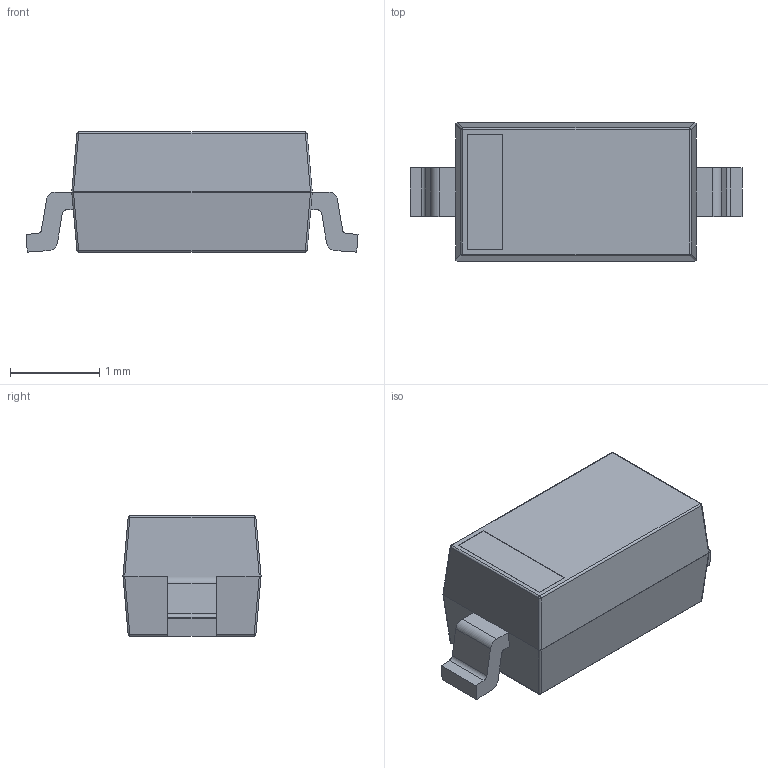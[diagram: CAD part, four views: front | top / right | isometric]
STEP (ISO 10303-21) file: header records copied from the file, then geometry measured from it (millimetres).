
FILE_DESCRIPTION(('FreeCAD Model'),'2;1');
FILE_NAME('parts/3DModels/SOD-123_OEM/SOD-123.step','2017-11-29T12:57:42',('kicad StepUp'),('ksu MCAD'), 'Open CASCADE STEP processor 6.8','FreeCAD','Unknown');
FILE_SCHEMA(('AUTOMOTIVE_DESIGN_CC2 { 1 2 10303 214 -1 1 5 4 }'));
Length unit declared in the file: millimetre
Products named in the file (1): SOD-123
Bounding box: 3.73 x 1.55 x 1.35 mm (x, y, z)
Volume: 5.5 mm3; surface area: 21.1 mm2
Topology: 1 solids, 1 shells, 67 faces, 168 edges, 96 vertices
Faces by surface type: plane 33, cylinder 26, sphere 8
Entity records: 2381 total; most frequent: CARTESIAN_POINT 360, DIRECTION 324, ORIENTED_EDGE 320, EDGE_CURVE 160, AXIS2_PLACEMENT_3D 108, LINE 108, VECTOR 108, VERTEX_POINT 96
